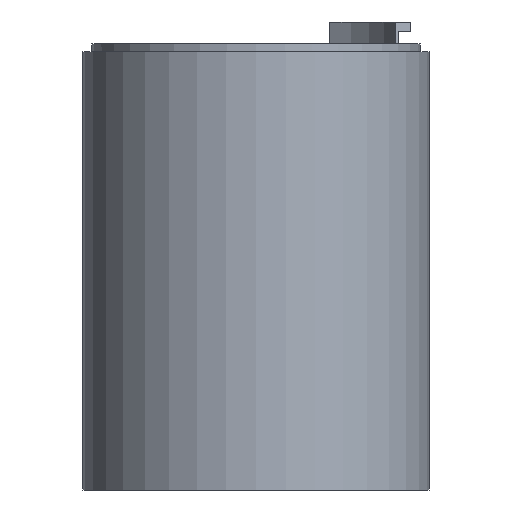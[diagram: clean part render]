
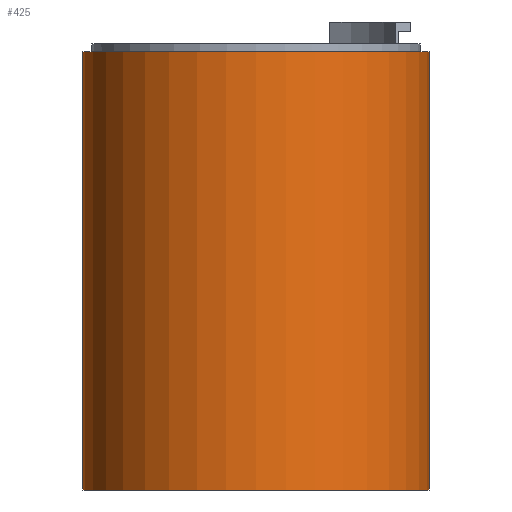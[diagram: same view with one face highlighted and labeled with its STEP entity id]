
A CAD part, front view. The second image highlights one B-rep face of the part: STEP entity #425.
In plain terms, the highlighted cylindrical face has radius 79 mm (diameter 158 mm), a full revolution.
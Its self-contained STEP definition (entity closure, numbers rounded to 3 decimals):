
#51=FACE_OUTER_BOUND('',#74,.T.);
#74=EDGE_LOOP('',(#384,#385,#386,#387));
#94=CIRCLE('',#475,79.);
#95=CIRCLE('',#476,79.);
#140=LINE('',#1697,#168);
#168=VECTOR('',#576,79.);
#208=VERTEX_POINT('',#1694);
#209=VERTEX_POINT('',#1696);
#269=EDGE_CURVE('',#208,#208,#94,.T.);
#270=EDGE_CURVE('',#208,#209,#140,.T.);
#271=EDGE_CURVE('',#209,#209,#95,.T.);
#384=ORIENTED_EDGE('',*,*,#269,.F.);
#385=ORIENTED_EDGE('',*,*,#270,.T.);
#386=ORIENTED_EDGE('',*,*,#271,.T.);
#387=ORIENTED_EDGE('',*,*,#270,.F.);
#404=CYLINDRICAL_SURFACE('',#474,79.);
#425=ADVANCED_FACE('',(#51),#404,.T.);
#474=AXIS2_PLACEMENT_3D('',#1693,#572,#573);
#475=AXIS2_PLACEMENT_3D('',#1695,#574,#575);
#476=AXIS2_PLACEMENT_3D('',#1698,#577,#578);
#572=DIRECTION('center_axis',(0.,0.,1.));
#573=DIRECTION('ref_axis',(1.,0.,0.));
#574=DIRECTION('center_axis',(0.,0.,1.));
#575=DIRECTION('ref_axis',(1.,0.,0.));
#576=DIRECTION('',(0.,0.,-1.));
#577=DIRECTION('center_axis',(0.,0.,1.));
#578=DIRECTION('ref_axis',(1.,0.,0.));
#1693=CARTESIAN_POINT('Origin',(0.,0.,0.));
#1694=CARTESIAN_POINT('',(-79.,0.,200.));
#1695=CARTESIAN_POINT('Origin',(0.,0.,200.));
#1696=CARTESIAN_POINT('',(-79.,0.,0.));
#1697=CARTESIAN_POINT('',(-79.,0.,0.));
#1698=CARTESIAN_POINT('Origin',(0.,0.,0.));
